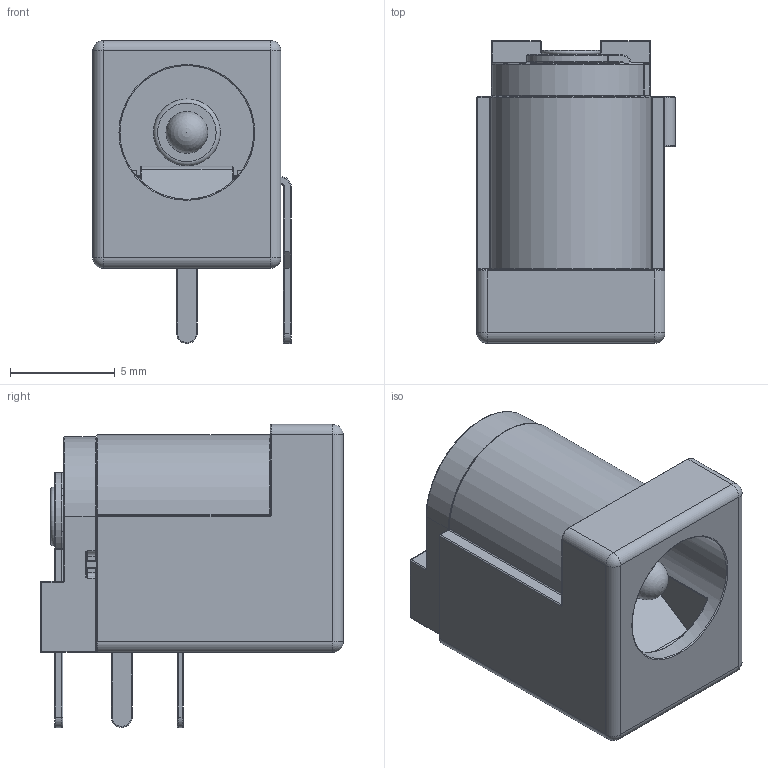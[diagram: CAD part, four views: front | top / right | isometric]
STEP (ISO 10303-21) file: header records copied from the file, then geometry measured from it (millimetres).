
FILE_DESCRIPTION(/* description */ (''),/* implementation_level */ '2;1');
FILE_NAME(/* name */ 'BarrelJack_CUI_PJ-102AH_Horizontal.step',/* time_stamp */ '2020-08-26T22:31:56-06:00',/* author */ (''),/* organization */ (''),/* preprocessor_version */ 'ST-DEVELOPER v18.1',/* originating_system */ 'Autodesk Translation Framework v9.3.0.1241',/* authorisation */ '');
FILE_SCHEMA (('AUTOMOTIVE_DESIGN { 1 0 10303 214 3 1 1 }'));
Length unit declared in the file: millimetre
Products named in the file (1): Power Barrel Connector Jack - Round Pins - 2.1mm
Bounding box: 9.49 x 14.48 x 14.5 mm (x, y, z)
Volume: 710.2 mm3; surface area: 1721.5 mm2
Topology: 3 solids, 3 shells, 754 faces, 1683 edges, 922 vertices
Faces by surface type: cylinder 344, plane 134, torus 122, sphere 83, bspline 70, cone 1
Full cylindrical faces by diameter (mm): 1.8 x1, 2 x2, 2.1 x2, 6.4 x1
Entity records: 22646 total; most frequent: CARTESIAN_POINT 5132, DIRECTION 3866, ORIENTED_EDGE 3320, EDGE_CURVE 1660, AXIS2_PLACEMENT_3D 1569, VERTEX_POINT 921, CIRCLE 814, EDGE_LOOP 767
